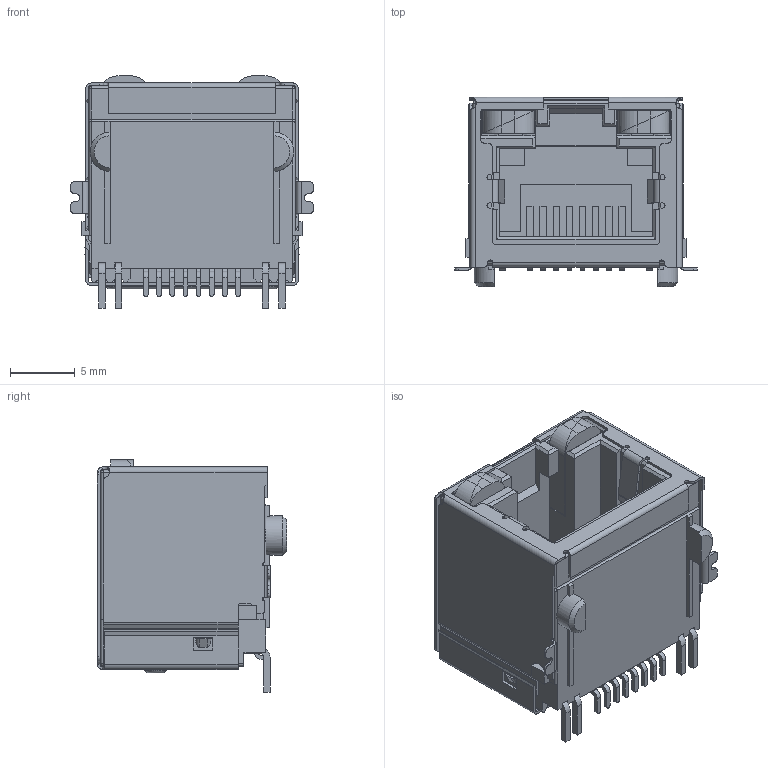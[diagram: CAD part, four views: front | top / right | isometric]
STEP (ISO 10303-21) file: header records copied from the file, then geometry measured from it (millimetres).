
FILE_DESCRIPTION (( 'STEP AP203' ), '1' );
FILE_NAME ('J6D018894L88112.STEP', '2020-03-19T12:35:49', ( '' ), ( '' ), 'SwSTEP 2.0', 'SolidWorks 2016', '' );
FILE_SCHEMA (( 'CONFIG_CONTROL_DESIGN' ));
Length unit declared in the file: millimetre
Products named in the file (6): 6D LED LH_8-Red-Yellow; 6D Shield_LED - No EMI; 6D Insulator; 6D Contacts; 6D LED RH_8-Red-Yellow; J6D018894L88112
Assembly tree (5 placements, depth 2):
  J6D018894L88112
    6D Insulator
    6D Contacts
    6D LED LH_8-Red-Yellow
    6D LED RH_8-Red-Yellow
    6D Shield_LED - No EMI
Bounding box: 18.8 x 14.65 x 18 mm (x, y, z)
Volume: 1804.1 mm3; surface area: 4897.7 mm2
Topology: 12 solids, 12 shells, 899 faces, 2483 edges, 1582 vertices
Faces by surface type: plane 646, cylinder 220, bspline 16, torus 11, sphere 4, cone 2
Entity records: 29643 total; most frequent: CARTESIAN_POINT 5969, ORIENTED_EDGE 4954, DIRECTION 4628, EDGE_CURVE 2477, VECTOR 2010, LINE 2010, VERTEX_POINT 1582, AXIS2_PLACEMENT_3D 1309
